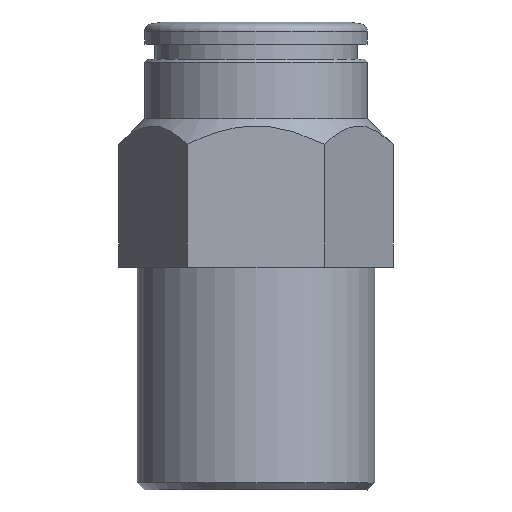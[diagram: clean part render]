
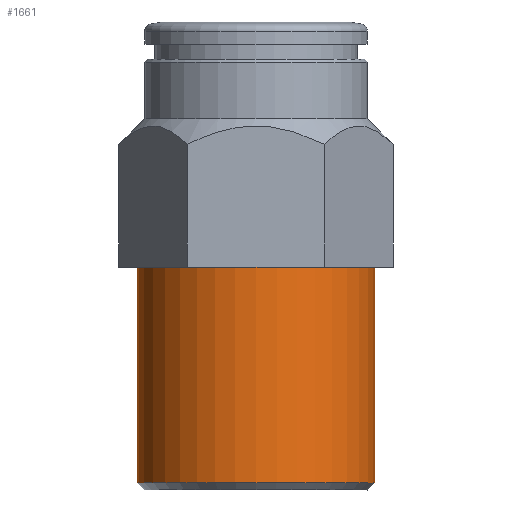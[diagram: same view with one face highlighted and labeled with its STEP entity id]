
A CAD part, front view. The second image highlights one B-rep face of the part: STEP entity #1661.
In plain terms, the highlighted cylindrical face has radius 8 mm (diameter 16 mm), a full revolution.
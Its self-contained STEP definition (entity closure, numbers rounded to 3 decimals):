
#760=CYLINDRICAL_SURFACE('',#1587,8.);
#830=ORIENTED_EDGE('',*,*,#1005,.T.);
#831=ORIENTED_EDGE('',*,*,#1006,.F.);
#832=ORIENTED_EDGE('',*,*,#1004,.F.);
#833=ORIENTED_EDGE('',*,*,#1007,.T.);
#834=ORIENTED_EDGE('',*,*,#1008,.T.);
#835=ORIENTED_EDGE('',*,*,#1009,.T.);
#836=ORIENTED_EDGE('',*,*,#1010,.T.);
#907=CIRCLE('',#1586,8.);
#908=CIRCLE('',#1588,8.);
#909=CIRCLE('',#1589,8.);
#910=CIRCLE('',#1590,8.);
#911=CIRCLE('',#1591,8.);
#912=CIRCLE('',#1592,8.);
#913=CIRCLE('',#1593,8.);
#950=VERTEX_POINT('',#1462);
#952=VERTEX_POINT('',#1468);
#954=VERTEX_POINT('',#1476);
#955=VERTEX_POINT('',#1478);
#956=VERTEX_POINT('',#1480);
#957=VERTEX_POINT('',#1482);
#958=VERTEX_POINT('',#1484);
#1004=EDGE_CURVE('',#952,#950,#907,.T.);
#1005=EDGE_CURVE('',#954,#954,#908,.T.);
#1006=EDGE_CURVE('',#950,#955,#909,.T.);
#1007=EDGE_CURVE('',#952,#956,#910,.T.);
#1008=EDGE_CURVE('',#956,#957,#911,.T.);
#1009=EDGE_CURVE('',#957,#958,#912,.T.);
#1010=EDGE_CURVE('',#958,#955,#913,.T.);
#1079=EDGE_LOOP('',(#830));
#1080=EDGE_LOOP('',(#831,#832,#833,#834,#835,#836));
#1153=FACE_BOUND('',#1079,.T.);
#1154=FACE_BOUND('',#1080,.T.);
#1303=DIRECTION('',(0.,1.,0.));
#1304=DIRECTION('',(0.,0.,-8.));
#1305=DIRECTION('',(0.,1.,0.));
#1306=DIRECTION('',(1.,0.,0.));
#1307=DIRECTION('',(0.,1.,0.));
#1308=DIRECTION('',(0.,0.,8.));
#1309=DIRECTION('',(0.,1.,0.));
#1310=DIRECTION('',(0.,0.,-8.));
#1311=DIRECTION('',(0.,-1.,0.));
#1312=DIRECTION('',(0.,0.,8.));
#1313=DIRECTION('',(0.,-1.,0.));
#1314=DIRECTION('',(0.,0.,8.));
#1315=DIRECTION('',(0.,-1.,0.));
#1316=DIRECTION('',(0.,0.,8.));
#1317=DIRECTION('',(0.,-1.,0.));
#1318=DIRECTION('',(0.,0.,8.));
#1462=CARTESIAN_POINT('',(14.086,15.996,4.));
#1468=CARTESIAN_POINT('',(7.158,15.996,8.));
#1474=CARTESIAN_POINT('',(7.158,15.996,0.));
#1475=CARTESIAN_POINT('',(7.158,1.496,0.));
#1476=CARTESIAN_POINT('',(7.158,1.496,8.));
#1477=CARTESIAN_POINT('',(7.158,1.496,0.));
#1478=CARTESIAN_POINT('',(14.086,15.996,-4.));
#1479=CARTESIAN_POINT('',(7.158,15.996,0.));
#1480=CARTESIAN_POINT('',(0.23,15.996,4.));
#1481=CARTESIAN_POINT('',(7.158,15.996,0.));
#1482=CARTESIAN_POINT('',(0.23,15.996,-4.));
#1483=CARTESIAN_POINT('',(7.158,15.996,0.));
#1484=CARTESIAN_POINT('',(7.158,15.996,-8.));
#1485=CARTESIAN_POINT('',(7.158,15.996,0.));
#1486=CARTESIAN_POINT('',(7.158,15.996,0.));
#1586=AXIS2_PLACEMENT_3D('',#1474,#1303,#1304);
#1587=AXIS2_PLACEMENT_3D('',#1475,#1305,#1306);
#1588=AXIS2_PLACEMENT_3D('',#1477,#1307,#1308);
#1589=AXIS2_PLACEMENT_3D('',#1479,#1309,#1310);
#1590=AXIS2_PLACEMENT_3D('',#1481,#1311,#1312);
#1591=AXIS2_PLACEMENT_3D('',#1483,#1313,#1314);
#1592=AXIS2_PLACEMENT_3D('',#1485,#1315,#1316);
#1593=AXIS2_PLACEMENT_3D('',#1486,#1317,#1318);
#1661=ADVANCED_FACE('',(#1153,#1154),#760,.T.);
